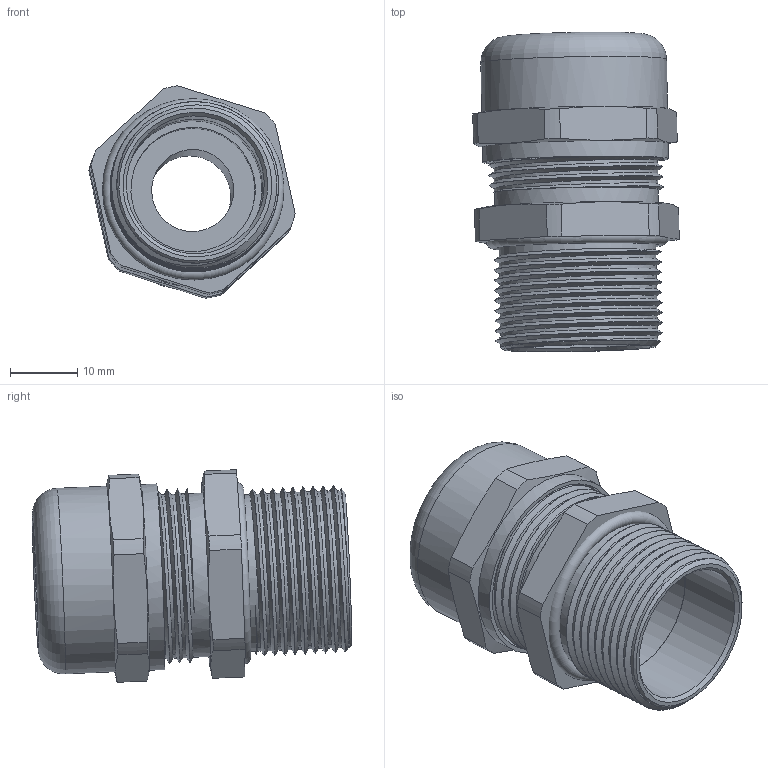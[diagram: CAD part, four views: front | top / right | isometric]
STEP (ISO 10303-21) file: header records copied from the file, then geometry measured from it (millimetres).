
FILE_DESCRIPTION(/* description */ ('E ALPHA X M 25x1,5, KB: 10-18 mm'),/* implementation_level */ '2;1');
FILE_NAME(/* name */ 'EBU2MBNC-RST.stp',/* time_stamp */ '2020-03-05T13:47:59+01:00',/* author */ ('sl'),/* organization */ (''),/* preprocessor_version */ 'ST-DEVELOPER v16.5',/* originating_system */ 'Autodesk Inventor 2017',/* authorisation */ '');
FILE_SCHEMA (('AUTOMOTIVE_DESIGN { 1 0 10303 214 3 1 1 }'));
Length unit declared in the file: millimetre
Products named in the file (7): EBU2MBNC; EBU2MBNC_1; EBU2MBNC_2; EBU2MBNC_3; EBU2MBNC_4; EBU2MBNC_5; EBU2MBNC_6
Assembly tree (6 placements, depth 2):
  EBU2MBNC
    EBU2MBNC_1
    EBU2MBNC_2
    EBU2MBNC_3
    EBU2MBNC_4
    EBU2MBNC_5
    EBU2MBNC_6
Bounding box: 30.64 x 47.43 x 31.56 mm (x, y, z)
Volume: 13471.9 mm3; surface area: 18420.7 mm2
Topology: 6 solids, 6 shells, 415 faces, 1171 edges, 774 vertices
Faces by surface type: plane 235, cone 112, cylinder 58, bspline 6, torus 4
Full cylindrical faces by diameter (mm): 12.19 x1, 14.33 x1, 14.66 x1, 17.82 x1, 18.03 x1, 18.4 x1, 18.49 x1, 20.45 x1, 20.5 x1, 20.58 x1, 20.79 x1, 20.97 x1, 21.11 x1, 23.308 x10, 24 x1, 24.308 x5, 24.85 x7, 26.031 x1, 27.6 x2
Entity records: 16748 total; most frequent: CARTESIAN_POINT 6704, DIRECTION 2204, ORIENTED_EDGE 2140, EDGE_CURVE 1070, AXIS2_PLACEMENT_3D 984, VERTEX_POINT 724, EDGE_LOOP 440, FACE_OUTER_BOUND 393
